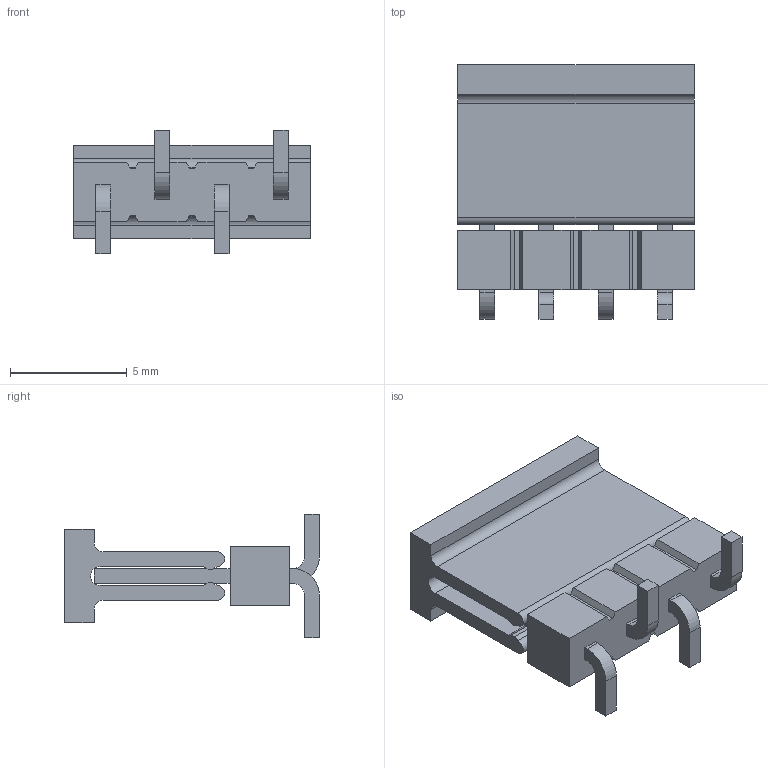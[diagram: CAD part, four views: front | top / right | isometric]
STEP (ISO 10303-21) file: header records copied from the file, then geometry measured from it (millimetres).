
FILE_DESCRIPTION(/* description */ ('STEP AP214'),/* implementation_level */ '2;1');
FILE_NAME(/* name */ 'TSM-104-01-L-SV-P-TR',/* time_stamp */ '2023-12-01T17:33:59+01:00',/* author */ ('License CC BY-ND 4.0'),/* organization */ ('CADENAS'),/* preprocessor_version */ 'ST-DEVELOPER v19.3',/* originating_system */ 'PARTsolutions',/* authorisation */ ' ');
FILE_SCHEMA (('AUTOMOTIVE_DESIGN {1 0 10303 214 3 1 1}'));
Length unit declared in the file: inch
Products named in the file (4): TSM-104-01-L-SV-P-TR; T-1S6-16(-01-4-SV); PPP-07-01-4--SV; TSM-104-01-SV_body
Assembly tree (3 placements, depth 2):
  TSM-104-01-L-SV-P-TR
    T-1S6-16(-01-4-SV)
    PPP-07-01-4--SV
    TSM-104-01-SV_body
Bounding box: 10.16 x 10.92 x 5.28 mm (x, y, z)
Volume: 203.4 mm3; surface area: 624.1 mm2
Topology: 3 solids, 3 shells, 126 faces, 348 edges, 232 vertices
Faces by surface type: plane 113, cylinder 13
Entity records: 4079 total; most frequent: CARTESIAN_POINT 710, ORIENTED_EDGE 696, DIRECTION 634, EDGE_CURVE 348, LINE 322, VECTOR 322, VERTEX_POINT 232, AXIS2_PLACEMENT_3D 156
